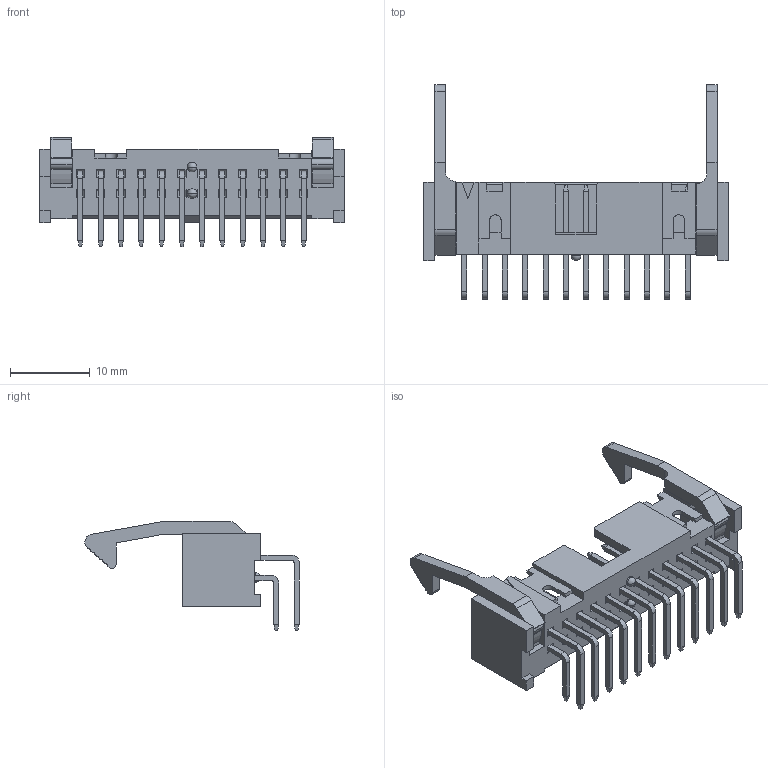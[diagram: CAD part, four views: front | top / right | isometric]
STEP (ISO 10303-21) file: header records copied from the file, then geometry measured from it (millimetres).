
FILE_DESCRIPTION( ('This file contains a STEP AP42 implementation' ,'as created by ZW3D STEP Interface translator.') ,'2;1' );
FILE_NAME( '3211-XXRXXBLX1.stp' ,'231129.165244', (''), ('ZWCAD Software Co.'), 'Version 1.0', 'ZW3D to STEP translator', '' );
FILE_SCHEMA(('AUTOMOTIVE_DESIGN { 1 0 10303 214 1 1 1 1 }'));
Length unit declared in the file: millimetre
Products named in the file (1): 0
Bounding box: 38.1 x 26.82 x 13.65 mm (x, y, z)
Volume: 1732.8 mm3; surface area: 3500.5 mm2
Topology: 1 solids, 1 shells, 909 faces, 2390 edges, 1517 vertices
Faces by surface type: plane 797, cylinder 98, bspline 10, sphere 4
Entity records: 36302 total; most frequent: CARTESIAN_POINT 16677, ORIENTED_EDGE 4772, DIRECTION 2449, EDGE_CURVE 2386, B_SPLINE_CURVE_WITH_KNOTS 1838, VERTEX_POINT 1517, AXIS2_PLACEMENT_3D 1001, EDGE_LOOP 963
